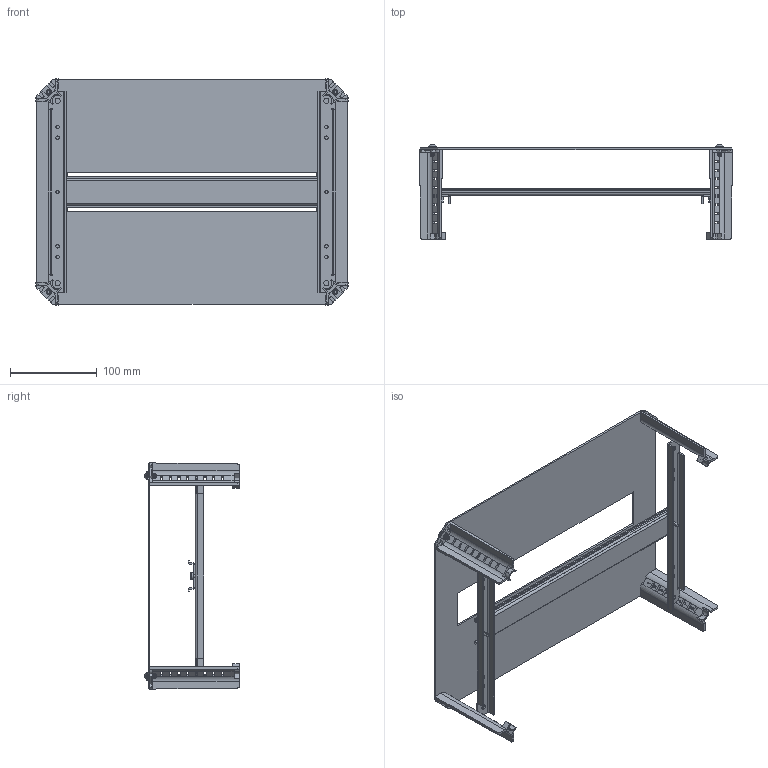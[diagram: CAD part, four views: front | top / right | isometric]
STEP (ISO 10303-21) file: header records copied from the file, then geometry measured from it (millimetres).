
FILE_DESCRIPTION (( 'STEP AP203' ), '1' );
FILE_NAME ('DRS ARCA 304015.STEP', '2022-05-30T11:30:40', ( '' ), ( '' ), 'SwSTEP 2.0', 'SolidWorks 2021', '' );
FILE_SCHEMA (( 'CONFIG_CONTROL_DESIGN' ));
Length unit declared in the file: millimetre
Products named in the file (7): Cabinet DIN 35kisko 400; CB ARCA 15; PT5x10; DRS ARCA 304015; SB ARCA 30; M4x10 Thread forming PZ; FP 3040
Assembly tree (14 placements, depth 2):
  DRS ARCA 304015
    Cabinet DIN 35kisko 400
    M4x10 Thread forming PZ  x2
    CB ARCA 15  x4
    PT5x10  x4
    SB ARCA 30  x2
    FP 3040
Bounding box: 360.84 x 108.93 x 260.84 mm (x, y, z)
Volume: 258347.9 mm3; surface area: 266705.7 mm2
Topology: 14 solids, 14 shells, 1289 faces, 3599 edges, 2390 vertices
Faces by surface type: plane 682, bspline 256, cylinder 191, cone 160
Entity records: 18346 total; most frequent: CARTESIAN_POINT 7385, ORIENTED_EDGE 2260, DIRECTION 1820, EDGE_CURVE 1130, VERTEX_POINT 750, LINE 670, VECTOR 670, AXIS2_PLACEMENT_3D 575
